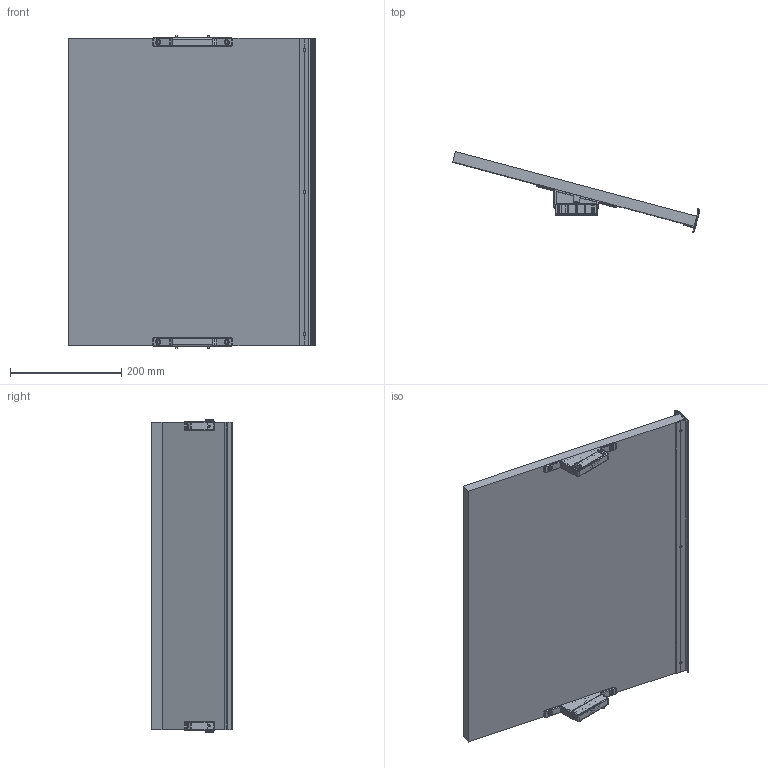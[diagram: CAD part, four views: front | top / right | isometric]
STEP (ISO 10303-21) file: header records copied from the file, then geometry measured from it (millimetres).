
FILE_DESCRIPTION (( 'STEP AP214' ), '1' );
FILE_NAME ('46033214.STEP', '2022-05-27T08:25:43', ( '' ), ( '' ), 'SwSTEP 2.0', 'SolidWorks 2018', '' );
FILE_SCHEMA (( 'AUTOMOTIVE_DESIGN' ));
Length unit declared in the file: millimetre
Products named in the file (10): P080085s; P080091_MODELO 553; P080087; P080085; 46033214; S25090007C02; S25090007C01; P080090; DIN 7991 - M5 x 20 --- 14.8N_DIN 7991 - M5 x 20 --- 14.8N; P050024_553x450
Assembly tree (14 placements, depth 3):
  46033214
    S25090007C01
      P080090
      P080087
      P080085
      DIN 7991 - M5 x 20 --- 14.8N_DIN 7991 - M5 x 20 --- 14.8N  x2
    S25090007C02
      P080090
      P080087
      P080085s
      DIN 7991 - M5 x 20 --- 14.8N_DIN 7991 - M5 x 20 --- 14.8N  x2
    P050024_553x450
    P080091_MODELO 553
Bounding box: 443.93 x 144.77 x 562.4 mm (x, y, z)
Volume: 4856568.8 mm3; surface area: 666529.9 mm2
Topology: 12 solids, 12 shells, 1223 faces, 2944 edges, 1674 vertices
Faces by surface type: cylinder 551, plane 321, torus 164, sphere 96, bspline 47, cone 44
Entity records: 25912 total; most frequent: CARTESIAN_POINT 5647, DIRECTION 4489, ORIENTED_EDGE 4038, EDGE_CURVE 2019, AXIS2_PLACEMENT_3D 1755, VERTEX_POINT 1189, VECTOR 979, LINE 979
